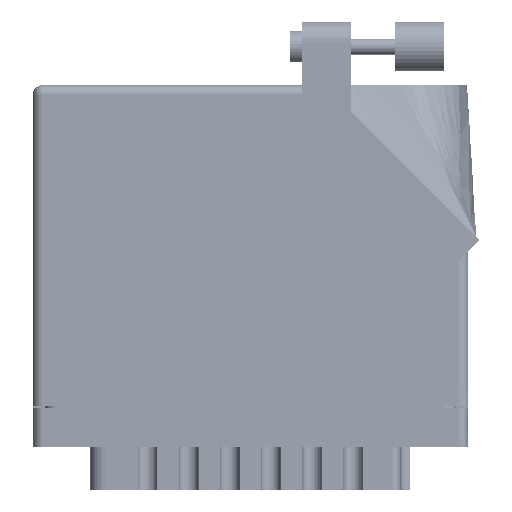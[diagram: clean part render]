
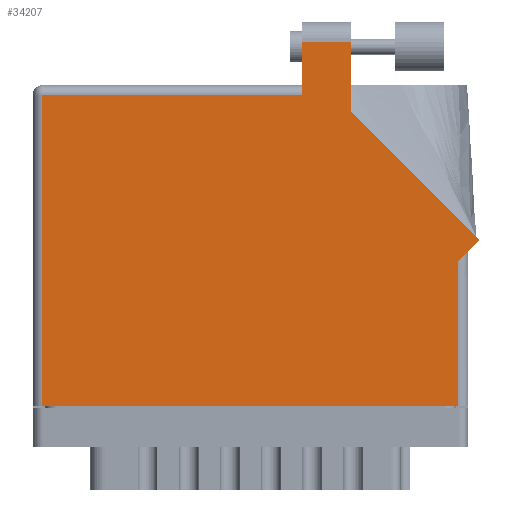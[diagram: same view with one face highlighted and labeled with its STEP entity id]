
A CAD part, front view. The second image highlights one B-rep face of the part: STEP entity #34207.
In plain terms, the highlighted face is planar.
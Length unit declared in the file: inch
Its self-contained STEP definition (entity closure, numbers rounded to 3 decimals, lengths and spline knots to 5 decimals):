
#347 = ORIENTED_EDGE ( 'NONE', *, *, #4635, .T. ) ;
#824 = VERTEX_POINT ( 'NONE', #16077 ) ;
#3104 = CARTESIAN_POINT ( 'NONE',  ( 1.705, 1.968, 0. ) ) ;
#3969 = DIRECTION ( 'NONE',  ( 0., 0., -1. ) ) ;
#4635 = EDGE_CURVE ( 'NONE', #45961, #38709, #32419, .T. ) ;
#4889 = LINE ( 'NONE', #60567, #68802 ) ;
#5737 = FACE_OUTER_BOUND ( 'NONE', #89952, .T. ) ;
#7359 = CARTESIAN_POINT ( 'NONE',  ( 0., 0., 0. ) ) ;
#7987 = CARTESIAN_POINT ( 'NONE',  ( 1.705, 2.305, 0. ) ) ;
#10012 = VERTEX_POINT ( 'NONE', #44294 ) ;
#13012 = ORIENTED_EDGE ( 'NONE', *, *, #27311, .T. ) ;
#13016 = CARTESIAN_POINT ( 'NONE',  ( 1.705, 2.03, 0. ) ) ;
#13752 = CARTESIAN_POINT ( 'NONE',  ( 2.012, 1.86442, 0. ) ) ;
#13903 = ORIENTED_EDGE ( 'NONE', *, *, #31458, .T. ) ;
#16077 = CARTESIAN_POINT ( 'NONE',  ( 0.062, 1.968, 0. ) ) ;
#18590 = VECTOR ( 'NONE', #20036, 39.37008 ) ;
#20036 = DIRECTION ( 'NONE',  ( 0., 1., 0. ) ) ;
#23117 = LINE ( 'NONE', #13752, #18590 ) ;
#24582 = DIRECTION ( 'NONE',  ( 0., 1., 0. ) ) ;
#27311 = EDGE_CURVE ( 'NONE', #77875, #824, #38879, .T. ) ;
#28337 = LINE ( 'NONE', #44288, #88883 ) ;
#28750 = DIRECTION ( 'NONE',  ( 1., 0., 0. ) ) ;
#28755 = CARTESIAN_POINT ( 'NONE',  ( 2.693, 0.918, 0. ) ) ;
#29578 = CARTESIAN_POINT ( 'NONE',  ( 0., 1.968, 0. ) ) ;
#31458 = EDGE_CURVE ( 'NONE', #42738, #41645, #67181, .T. ) ;
#32419 = LINE ( 'NONE', #7359, #43622 ) ;
#34207 = ADVANCED_FACE ( 'NONE', ( #5737 ), #44788, .F. ) ;
#35418 = ORIENTED_EDGE ( 'NONE', *, *, #92221, .T. ) ;
#36841 = EDGE_CURVE ( 'NONE', #10012, #63926, #23117, .T. ) ;
#37416 = DIRECTION ( 'NONE',  ( -0.707, 0.707, 0. ) ) ;
#38709 = VERTEX_POINT ( 'NONE', #72901 ) ;
#38879 = LINE ( 'NONE', #29578, #48840 ) ;
#41645 = VERTEX_POINT ( 'NONE', #71555 ) ;
#42738 = VERTEX_POINT ( 'NONE', #28755 ) ;
#42750 = VERTEX_POINT ( 'NONE', #7987 ) ;
#43622 = VECTOR ( 'NONE', #28750, 39.37008 ) ;
#44288 = CARTESIAN_POINT ( 'NONE',  ( 2.82571, 1.05071, 0. ) ) ;
#44294 = CARTESIAN_POINT ( 'NONE',  ( 2.012, 1.86442, 0. ) ) ;
#44788 = PLANE ( 'NONE',  #93009 ) ;
#45292 = DIRECTION ( 'NONE',  ( -1., 0., 0. ) ) ;
#45961 = VERTEX_POINT ( 'NONE', #86009 ) ;
#48840 = VECTOR ( 'NONE', #66177, 39.37008 ) ;
#49391 = DIRECTION ( 'NONE',  ( 0., -1., 0. ) ) ;
#51107 = ORIENTED_EDGE ( 'NONE', *, *, #80437, .T. ) ;
#51690 = CARTESIAN_POINT ( 'NONE',  ( 2.755, 0.98, 0. ) ) ;
#53725 = CARTESIAN_POINT ( 'NONE',  ( 1.705, 2.305, 0. ) ) ;
#60567 = CARTESIAN_POINT ( 'NONE',  ( 2.693, 0.98, 0. ) ) ;
#63323 = EDGE_CURVE ( 'NONE', #38709, #42738, #4889, .T. ) ;
#63926 = VERTEX_POINT ( 'NONE', #89961 ) ;
#64884 = LINE ( 'NONE', #76049, #85120 ) ;
#66177 = DIRECTION ( 'NONE',  ( -1., 0., 0. ) ) ;
#66900 = ORIENTED_EDGE ( 'NONE', *, *, #36841, .T. ) ;
#67181 = LINE ( 'NONE', #51690, #73879 ) ;
#68152 = LINE ( 'NONE', #53725, #86096 ) ;
#68802 = VECTOR ( 'NONE', #24582, 39.37008 ) ;
#69476 = DIRECTION ( 'NONE',  ( 0., -1., 0. ) ) ;
#71555 = CARTESIAN_POINT ( 'NONE',  ( 2.82571, 1.05071, 0. ) ) ;
#72901 = CARTESIAN_POINT ( 'NONE',  ( 2.693, 0., 0. ) ) ;
#73209 = DIRECTION ( 'NONE',  ( 0.707, 0.707, 0. ) ) ;
#73528 = ORIENTED_EDGE ( 'NONE', *, *, #87424, .T. ) ;
#73879 = VECTOR ( 'NONE', #73209, 39.37008 ) ;
#74708 = ORIENTED_EDGE ( 'NONE', *, *, #63323, .T. ) ;
#76007 = CARTESIAN_POINT ( 'NONE',  ( 0., 2.03, 0. ) ) ;
#76049 = CARTESIAN_POINT ( 'NONE',  ( 0.062, 0., 0. ) ) ;
#77363 = LINE ( 'NONE', #13016, #88705 ) ;
#77875 = VERTEX_POINT ( 'NONE', #3104 ) ;
#80437 = EDGE_CURVE ( 'NONE', #824, #45961, #64884, .T. ) ;
#82337 = DIRECTION ( 'NONE',  ( -1., 0., 0. ) ) ;
#83857 = ORIENTED_EDGE ( 'NONE', *, *, #91120, .T. ) ;
#85120 = VECTOR ( 'NONE', #69476, 39.37008 ) ;
#86009 = CARTESIAN_POINT ( 'NONE',  ( 0.062, 0., 0. ) ) ;
#86096 = VECTOR ( 'NONE', #45292, 39.37008 ) ;
#87424 = EDGE_CURVE ( 'NONE', #63926, #42750, #68152, .T. ) ;
#88705 = VECTOR ( 'NONE', #49391, 39.37008 ) ;
#88883 = VECTOR ( 'NONE', #37416, 39.37008 ) ;
#89952 = EDGE_LOOP ( 'NONE', ( #66900, #73528, #35418, #13012, #51107, #347, #74708, #13903, #83857 ) ) ;
#89961 = CARTESIAN_POINT ( 'NONE',  ( 2.012, 2.305, 0. ) ) ;
#91120 = EDGE_CURVE ( 'NONE', #41645, #10012, #28337, .T. ) ;
#92221 = EDGE_CURVE ( 'NONE', #42750, #77875, #77363, .T. ) ;
#93009 = AXIS2_PLACEMENT_3D ( 'NONE', #76007, #3969, #82337 ) ;
